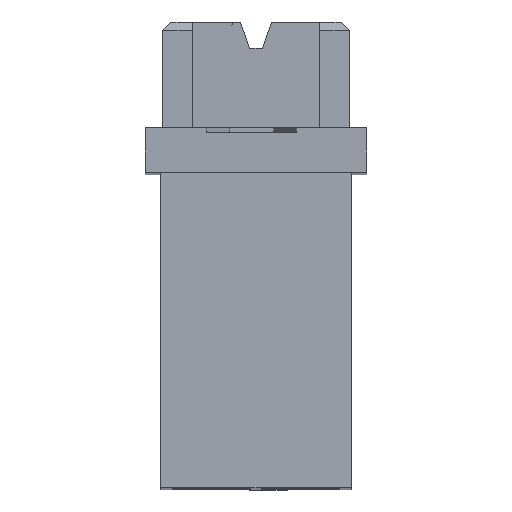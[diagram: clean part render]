
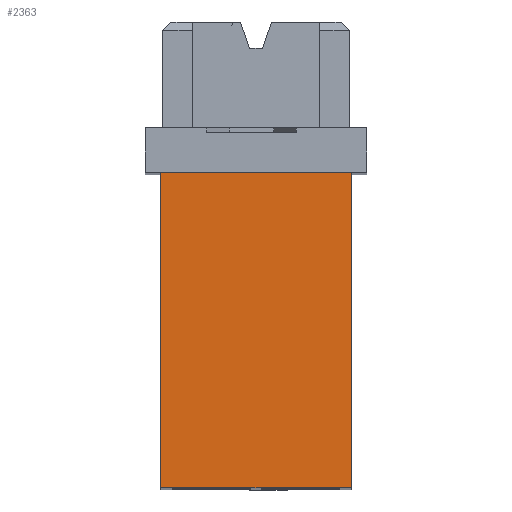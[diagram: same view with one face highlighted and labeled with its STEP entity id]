
A CAD part, top view. The second image highlights one B-rep face of the part: STEP entity #2363.
In plain terms, the highlighted planar face has unit normal (0, 0, 1).
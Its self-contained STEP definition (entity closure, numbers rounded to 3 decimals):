
#2363=ADVANCED_FACE('',(#3075),#2727,.T.);
#2727=PLANE('',#9164);
#3075=FACE_OUTER_BOUND('',#3431,.T.);
#3431=EDGE_LOOP('',(#4502,#4503,#4504,#4505));
#4502=ORIENTED_EDGE('',*,*,#6638,.F.);
#4503=ORIENTED_EDGE('',*,*,#6639,.F.);
#4504=ORIENTED_EDGE('',*,*,#6640,.T.);
#4505=ORIENTED_EDGE('',*,*,#6641,.T.);
#5848=VERTEX_POINT('',#12040);
#5849=VERTEX_POINT('',#12041);
#5850=VERTEX_POINT('',#12043);
#5851=VERTEX_POINT('',#12045);
#6638=EDGE_CURVE('',#5848,#5849,#7580,.T.);
#6639=EDGE_CURVE('',#5850,#5848,#7581,.T.);
#6640=EDGE_CURVE('',#5850,#5851,#7582,.T.);
#6641=EDGE_CURVE('',#5851,#5849,#7583,.T.);
#7580=LINE('',#12039,#8518);
#7581=LINE('',#12042,#8519);
#7582=LINE('',#12044,#8520);
#7583=LINE('',#12046,#8521);
#8518=VECTOR('',#10233,1.);
#8519=VECTOR('',#10234,1.);
#8520=VECTOR('',#10235,1.);
#8521=VECTOR('',#10236,1.);
#9164=AXIS2_PLACEMENT_3D('',#12047,#10237,#10238);
#10233=DIRECTION('',(1.,0.,0.));
#10234=DIRECTION('',(0.,1.,0.));
#10235=DIRECTION('',(1.,0.,0.));
#10236=DIRECTION('',(0.,1.,0.));
#10237=DIRECTION('',(0.,0.,1.));
#10238=DIRECTION('',(1.,0.,0.));
#12039=CARTESIAN_POINT('',(-6.335,0.,42.235));
#12040=CARTESIAN_POINT('',(-6.335,0.,42.235));
#12041=CARTESIAN_POINT('',(6.335,0.,42.235));
#12042=CARTESIAN_POINT('',(-6.335,-20.93,42.235));
#12043=CARTESIAN_POINT('',(-6.335,-20.93,42.235));
#12044=CARTESIAN_POINT('',(-6.335,-20.93,42.235));
#12045=CARTESIAN_POINT('',(6.335,-20.93,42.235));
#12046=CARTESIAN_POINT('',(6.335,-20.93,42.235));
#12047=CARTESIAN_POINT('',(-6.435,-21.03,42.235));
